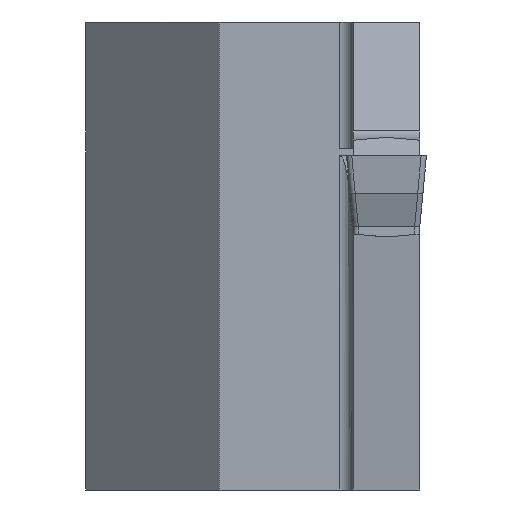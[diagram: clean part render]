
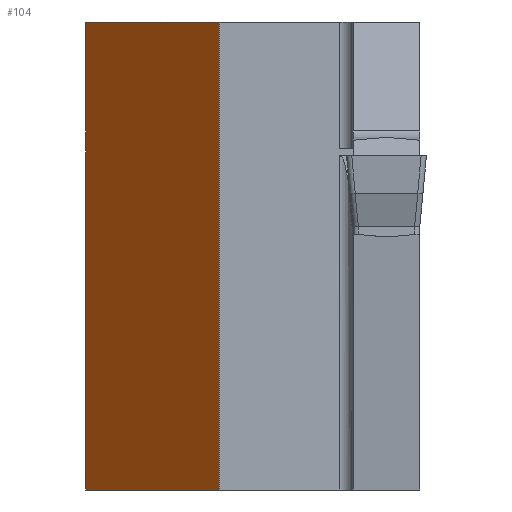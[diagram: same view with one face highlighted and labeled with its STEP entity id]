
A CAD part, left-side view. The second image highlights one B-rep face of the part: STEP entity #104.
In plain terms, the highlighted planar face has unit normal (-0.707, 0.707, 0).
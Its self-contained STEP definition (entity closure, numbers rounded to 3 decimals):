
#104=ADVANCED_FACE('',(#208),#161,.F.);
#161=PLANE('',#1172);
#208=FACE_OUTER_BOUND('',#268,.T.);
#268=EDGE_LOOP('',(#411,#412,#413,#414));
#411=ORIENTED_EDGE('',*,*,#786,.F.);
#412=ORIENTED_EDGE('',*,*,#789,.F.);
#413=ORIENTED_EDGE('',*,*,#780,.F.);
#414=ORIENTED_EDGE('',*,*,#775,.F.);
#669=VERTEX_POINT('',#1615);
#670=VERTEX_POINT('',#1617);
#673=VERTEX_POINT('',#1626);
#675=VERTEX_POINT('',#1634);
#775=EDGE_CURVE('',#669,#670,#930,.T.);
#780=EDGE_CURVE('',#670,#673,#935,.T.);
#786=EDGE_CURVE('',#675,#669,#940,.T.);
#789=EDGE_CURVE('',#673,#675,#943,.T.);
#930=LINE('',#1616,#1049);
#935=LINE('',#1625,#1054);
#940=LINE('',#1636,#1059);
#943=LINE('',#1640,#1062);
#1049=VECTOR('',#1286,1.);
#1054=VECTOR('',#1293,1.);
#1059=VECTOR('',#1302,1.);
#1062=VECTOR('',#1307,1.);
#1172=AXIS2_PLACEMENT_3D('',#1664,#1338,#1339);
#1286=DIRECTION('',(0.,0.,-1.));
#1293=DIRECTION('',(0.707,0.707,0.));
#1302=DIRECTION('',(-0.707,-0.707,0.));
#1307=DIRECTION('',(0.,0.,1.));
#1338=DIRECTION('',(0.707,-0.707,0.));
#1339=DIRECTION('',(0.707,0.707,0.));
#1615=CARTESIAN_POINT('',(26.,15.,10.));
#1616=CARTESIAN_POINT('',(26.,15.,70.));
#1617=CARTESIAN_POINT('',(26.,15.,-25.));
#1625=CARTESIAN_POINT('',(36.,25.,-25.));
#1626=CARTESIAN_POINT('',(36.,25.,-25.));
#1634=CARTESIAN_POINT('',(36.,25.,10.));
#1636=CARTESIAN_POINT('',(36.,25.,10.));
#1640=CARTESIAN_POINT('',(36.,25.,70.));
#1664=CARTESIAN_POINT('',(36.,25.,70.));
